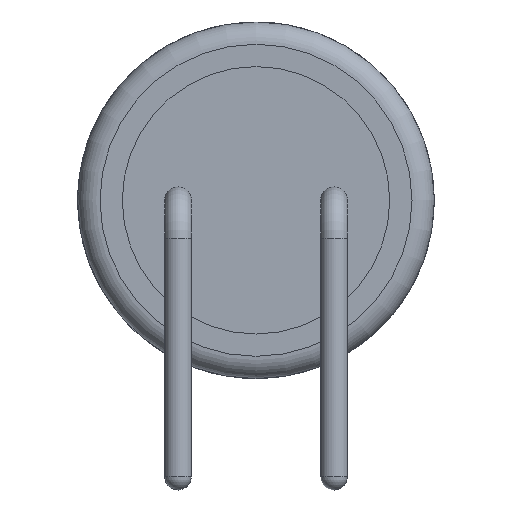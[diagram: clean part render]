
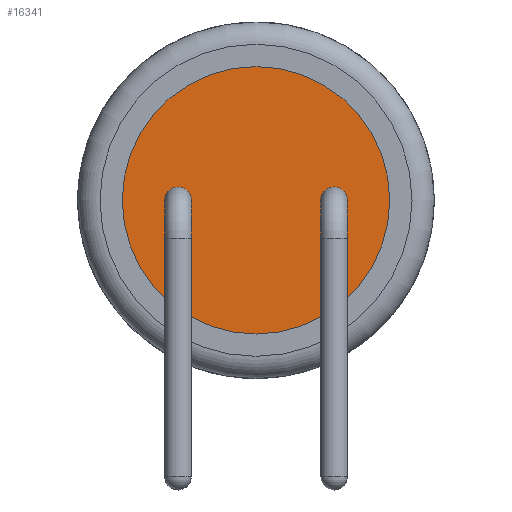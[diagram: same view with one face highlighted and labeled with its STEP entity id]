
A CAD part, front view. The second image highlights one B-rep face of the part: STEP entity #16341.
In plain terms, the highlighted face is planar.
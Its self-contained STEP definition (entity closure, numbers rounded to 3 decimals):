
#16250 = VERTEX_POINT('',#16251);
#16251 = CARTESIAN_POINT('',(3.,0.,0.1));
#16260 = CYLINDRICAL_SURFACE('',#16261,3.);
#16261 = AXIS2_PLACEMENT_3D('',#16262,#16263,#16264);
#16262 = CARTESIAN_POINT('',(0.,0.,0.1));
#16263 = DIRECTION('',(0.,0.,-1.));
#16264 = DIRECTION('',(1.,0.,0.));
#16311 = EDGE_CURVE('',#16250,#16250,#16312,.T.);
#16312 = SURFACE_CURVE('',#16313,(#16318,#16325),.PCURVE_S1.);
#16313 = CIRCLE('',#16314,3.);
#16314 = AXIS2_PLACEMENT_3D('',#16315,#16316,#16317);
#16315 = CARTESIAN_POINT('',(0.,0.,0.1));
#16316 = DIRECTION('',(0.,0.,1.));
#16317 = DIRECTION('',(1.,0.,0.));
#16318 = PCURVE('',#16260,#16319);
#16319 = DEFINITIONAL_REPRESENTATION('',(#16320),#16324);
#16320 = LINE('',#16321,#16322);
#16321 = CARTESIAN_POINT('',(0.,0.));
#16322 = VECTOR('',#16323,1.);
#16323 = DIRECTION('',(-1.,0.));
#16324 = ( GEOMETRIC_REPRESENTATION_CONTEXT(2) 
PARAMETRIC_REPRESENTATION_CONTEXT() REPRESENTATION_CONTEXT('2D SPACE',''
  ) );
#16325 = PCURVE('',#16326,#16331);
#16326 = PLANE('',#16327);
#16327 = AXIS2_PLACEMENT_3D('',#16328,#16329,#16330);
#16328 = CARTESIAN_POINT('',(3.,0.,0.1));
#16329 = DIRECTION('',(0.,0.,-1.));
#16330 = DIRECTION('',(-1.,0.,0.));
#16331 = DEFINITIONAL_REPRESENTATION('',(#16332),#16340);
#16332 = ( BOUNDED_CURVE() B_SPLINE_CURVE(2,(#16333,#16334,#16335,#16336
    ,#16337,#16338,#16339),.UNSPECIFIED.,.F.,.F.) 
B_SPLINE_CURVE_WITH_KNOTS((1,2,2,2,2,1),(-2.094,0.,
    2.094,4.189,6.283,8.378),
.UNSPECIFIED.) CURVE() GEOMETRIC_REPRESENTATION_ITEM() 
RATIONAL_B_SPLINE_CURVE((1.,0.5,1.,0.5,1.,0.5,1.)) REPRESENTATION_ITEM(
  '') );
#16333 = CARTESIAN_POINT('',(0.,0.));
#16334 = CARTESIAN_POINT('',(0.,5.196));
#16335 = CARTESIAN_POINT('',(4.5,2.598));
#16336 = CARTESIAN_POINT('',(9.,0.));
#16337 = CARTESIAN_POINT('',(4.5,-2.598));
#16338 = CARTESIAN_POINT('',(0.,-5.196));
#16339 = CARTESIAN_POINT('',(0.,0.));
#16340 = ( GEOMETRIC_REPRESENTATION_CONTEXT(2) 
PARAMETRIC_REPRESENTATION_CONTEXT() REPRESENTATION_CONTEXT('2D SPACE',''
  ) );
#16341 = ADVANCED_FACE('',(#16342),#16326,.T.);
#16342 = FACE_BOUND('',#16343,.F.);
#16343 = EDGE_LOOP('',(#16344));
#16344 = ORIENTED_EDGE('',*,*,#16311,.T.);
